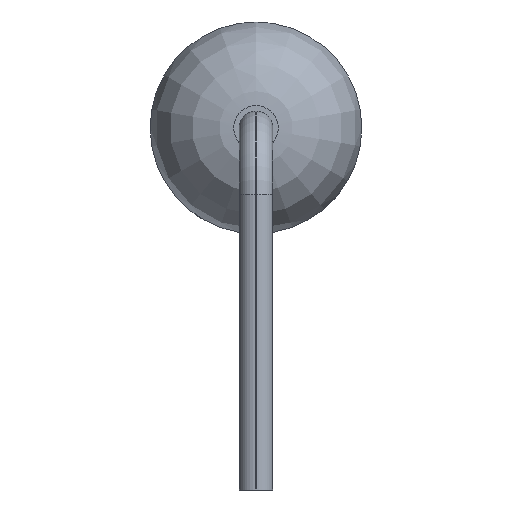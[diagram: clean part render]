
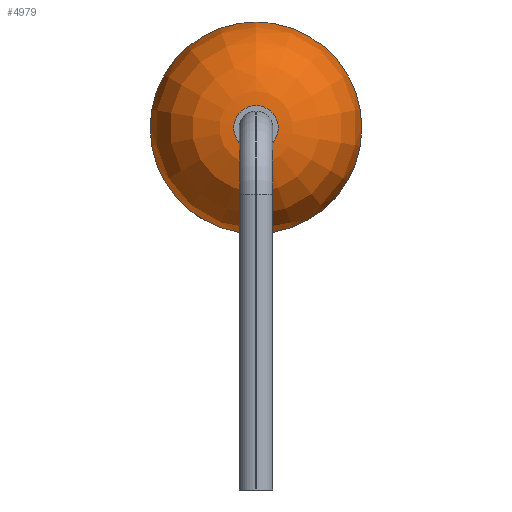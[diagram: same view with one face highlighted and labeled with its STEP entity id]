
A CAD part, left-side view. The second image highlights one B-rep face of the part: STEP entity #4979.
In plain terms, the highlighted face is a revolution surface.
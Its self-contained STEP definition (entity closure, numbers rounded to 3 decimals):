
#4909 = CYLINDRICAL_SURFACE('',#4910,1.9);
#4910 = AXIS2_PLACEMENT_3D('',#4911,#4912,#4913);
#4911 = CARTESIAN_POINT('',(-4.25,0.,0.));
#4912 = DIRECTION('',(1.,0.,0.));
#4913 = DIRECTION('',(0.,0.,1.));
#4925 = VERTEX_POINT('',#4926);
#4926 = CARTESIAN_POINT('',(-4.25,0.,1.9));
#4947 = EDGE_CURVE('',#4925,#4925,#4948,.T.);
#4948 = SURFACE_CURVE('',#4949,(#4954,#4961),.PCURVE_S1.);
#4949 = CIRCLE('',#4950,1.9);
#4950 = AXIS2_PLACEMENT_3D('',#4951,#4952,#4953);
#4951 = CARTESIAN_POINT('',(-4.25,0.,0.));
#4952 = DIRECTION('',(1.,0.,-0.));
#4953 = DIRECTION('',(0.,0.,1.));
#4954 = PCURVE('',#4909,#4955);
#4955 = DEFINITIONAL_REPRESENTATION('',(#4956),#4960);
#4956 = LINE('',#4957,#4958);
#4957 = CARTESIAN_POINT('',(0.,0.));
#4958 = VECTOR('',#4959,1.);
#4959 = DIRECTION('',(1.,0.));
#4960 = ( GEOMETRIC_REPRESENTATION_CONTEXT(2) 
PARAMETRIC_REPRESENTATION_CONTEXT() REPRESENTATION_CONTEXT('2D SPACE',''
  ) );
#4961 = PCURVE('',#4962,#4971);
#4962 = SURFACE_OF_REVOLUTION('',#4963,#4968);
#4963 = CIRCLE('',#4964,1.5);
#4964 = AXIS2_PLACEMENT_3D('',#4965,#4966,#4967);
#4965 = CARTESIAN_POINT('',(-4.25,0.,0.4));
#4966 = DIRECTION('',(0.,-1.,0.));
#4967 = DIRECTION('',(1.,0.,0.));
#4968 = AXIS1_PLACEMENT('',#4969,#4970);
#4969 = CARTESIAN_POINT('',(0.,0.,0.));
#4970 = DIRECTION('',(1.,0.,0.));
#4971 = DEFINITIONAL_REPRESENTATION('',(#4972),#4976);
#4972 = LINE('',#4973,#4974);
#4973 = CARTESIAN_POINT('',(0.,1.571));
#4974 = VECTOR('',#4975,1.);
#4975 = DIRECTION('',(1.,0.));
#4976 = ( GEOMETRIC_REPRESENTATION_CONTEXT(2) 
PARAMETRIC_REPRESENTATION_CONTEXT() REPRESENTATION_CONTEXT('2D SPACE',''
  ) );
#4979 = ADVANCED_FACE('',(#4980),#4962,.F.);
#4980 = FACE_BOUND('',#4981,.F.);
#4981 = EDGE_LOOP('',(#4982,#4983,#5007,#5034));
#4982 = ORIENTED_EDGE('',*,*,#4947,.T.);
#4983 = ORIENTED_EDGE('',*,*,#4984,.T.);
#4984 = EDGE_CURVE('',#4925,#4985,#4987,.T.);
#4985 = VERTEX_POINT('',#4986);
#4986 = CARTESIAN_POINT('',(-5.75,0.,0.4));
#4987 = SEAM_CURVE('',#4988,(#4993,#5000),.PCURVE_S1.);
#4988 = CIRCLE('',#4989,1.5);
#4989 = AXIS2_PLACEMENT_3D('',#4990,#4991,#4992);
#4990 = CARTESIAN_POINT('',(-4.25,0.,0.4));
#4991 = DIRECTION('',(0.,-1.,0.));
#4992 = DIRECTION('',(1.,0.,0.));
#4993 = PCURVE('',#4962,#4994);
#4994 = DEFINITIONAL_REPRESENTATION('',(#4995),#4999);
#4995 = LINE('',#4996,#4997);
#4996 = CARTESIAN_POINT('',(0.,0.));
#4997 = VECTOR('',#4998,1.);
#4998 = DIRECTION('',(0.,1.));
#4999 = ( GEOMETRIC_REPRESENTATION_CONTEXT(2) 
PARAMETRIC_REPRESENTATION_CONTEXT() REPRESENTATION_CONTEXT('2D SPACE',''
  ) );
#5000 = PCURVE('',#4962,#5001);
#5001 = DEFINITIONAL_REPRESENTATION('',(#5002),#5006);
#5002 = LINE('',#5003,#5004);
#5003 = CARTESIAN_POINT('',(6.283,0.));
#5004 = VECTOR('',#5005,1.);
#5005 = DIRECTION('',(0.,1.));
#5006 = ( GEOMETRIC_REPRESENTATION_CONTEXT(2) 
PARAMETRIC_REPRESENTATION_CONTEXT() REPRESENTATION_CONTEXT('2D SPACE',''
  ) );
#5007 = ORIENTED_EDGE('',*,*,#5008,.F.);
#5008 = EDGE_CURVE('',#4985,#4985,#5009,.T.);
#5009 = SURFACE_CURVE('',#5010,(#5015,#5022),.PCURVE_S1.);
#5010 = CIRCLE('',#5011,0.4);
#5011 = AXIS2_PLACEMENT_3D('',#5012,#5013,#5014);
#5012 = CARTESIAN_POINT('',(-5.75,0.,0.));
#5013 = DIRECTION('',(1.,0.,-0.));
#5014 = DIRECTION('',(0.,0.,1.));
#5015 = PCURVE('',#4962,#5016);
#5016 = DEFINITIONAL_REPRESENTATION('',(#5017),#5021);
#5017 = LINE('',#5018,#5019);
#5018 = CARTESIAN_POINT('',(0.,3.142));
#5019 = VECTOR('',#5020,1.);
#5020 = DIRECTION('',(1.,0.));
#5021 = ( GEOMETRIC_REPRESENTATION_CONTEXT(2) 
PARAMETRIC_REPRESENTATION_CONTEXT() REPRESENTATION_CONTEXT('2D SPACE',''
  ) );
#5022 = PCURVE('',#5023,#5028);
#5023 = PLANE('',#5024);
#5024 = AXIS2_PLACEMENT_3D('',#5025,#5026,#5027);
#5025 = CARTESIAN_POINT('',(-5.75,0.,0.));
#5026 = DIRECTION('',(1.,0.,0.));
#5027 = DIRECTION('',(0.,0.,1.));
#5028 = DEFINITIONAL_REPRESENTATION('',(#5029),#5033);
#5029 = CIRCLE('',#5030,0.4);
#5030 = AXIS2_PLACEMENT_2D('',#5031,#5032);
#5031 = CARTESIAN_POINT('',(0.,0.));
#5032 = DIRECTION('',(1.,0.));
#5033 = ( GEOMETRIC_REPRESENTATION_CONTEXT(2) 
PARAMETRIC_REPRESENTATION_CONTEXT() REPRESENTATION_CONTEXT('2D SPACE',''
  ) );
#5034 = ORIENTED_EDGE('',*,*,#4984,.F.);
